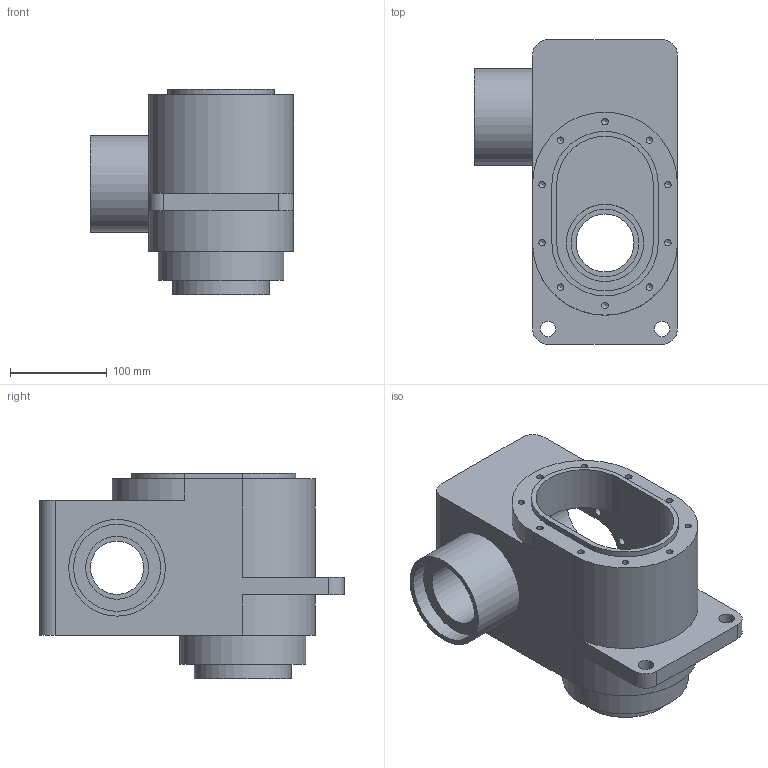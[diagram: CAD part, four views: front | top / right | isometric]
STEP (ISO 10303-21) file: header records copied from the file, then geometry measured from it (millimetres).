
FILE_DESCRIPTION(/* description */ (''),/* implementation_level */ '2;1');
FILE_NAME(/* name */ 'Part 080.stp',/* time_stamp */ '2015-02-24T15:19:55+02:00',/* author */ ('SFC'),/* organization */ (''),/* preprocessor_version */ 'ST-DEVELOPER v15.2',/* originating_system */ 'Autodesk Inventor 2014',/* authorisation */ '');
FILE_SCHEMA (('AUTOMOTIVE_DESIGN { 1 0 10303 214 3 1 1 }'));
Length unit declared in the file: millimetre
Products named in the file (1): Part 080
Bounding box: 210 x 315 x 213 mm (x, y, z)
Volume: 3758030.3 mm3; surface area: 387830.2 mm2
Topology: 1 solids, 1 shells, 80 faces, 205 edges, 136 vertices
Faces by surface type: cylinder 44, plane 26, cone 10
Full cylindrical faces by diameter (mm): 6.647 x10, 8.376 x8, 16 x2, 55 x1, 60 x1, 65 x1, 70 x1, 80 x1, 90 x1, 100 x2, 130 x1
Entity records: 2201 total; most frequent: DIRECTION 398, CARTESIAN_POINT 347, ORIENTED_EDGE 296, AXIS2_PLACEMENT_3D 169, EDGE_LOOP 154, EDGE_CURVE 148, VERTEX_POINT 118, CIRCLE 88
